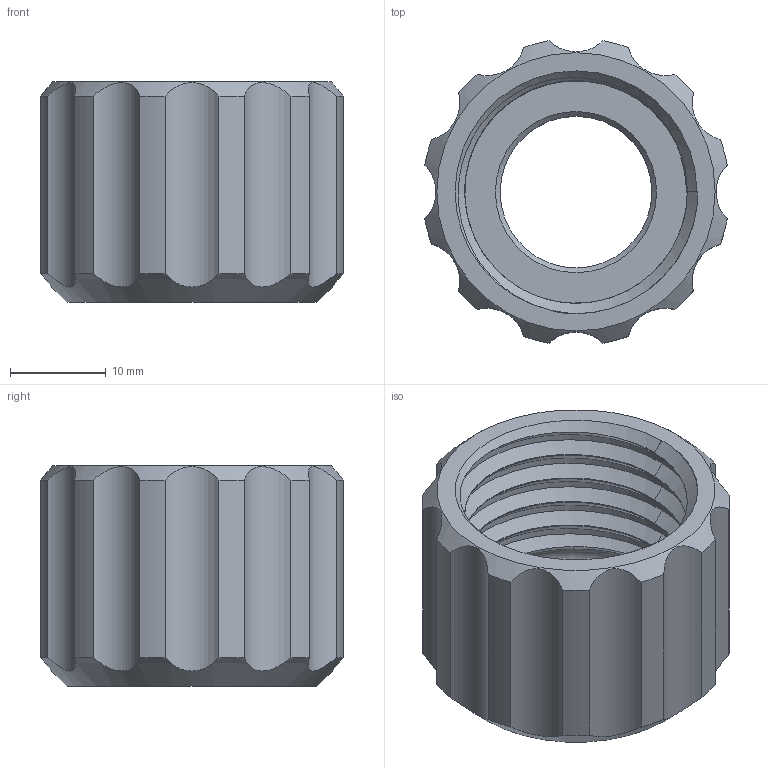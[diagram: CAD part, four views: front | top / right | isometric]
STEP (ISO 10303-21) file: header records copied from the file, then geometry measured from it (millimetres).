
FILE_DESCRIPTION(('FreeCAD Model'),'2;1');
FILE_NAME('Open CASCADE Shape Model','2024-03-30T09:29:08',(''),(''), 'Open CASCADE STEP processor 7.6','FreeCAD','Unknown');
FILE_SCHEMA(('AUTOMOTIVE_DESIGN { 1 0 10303 214 1 1 1 1 }'));
Length unit declared in the file: millimetre
Products named in the file (1): clamping nut
Bounding box: 31.5 x 31.5 x 23 mm (x, y, z)
Volume: 6777.2 mm3; surface area: 5358.3 mm2
Topology: 1 solids, 1 shells, 64 faces, 158 edges, 97 vertices
Faces by surface type: cylinder 31, bspline 20, cone 7, plane 5, torus 1
Full cylindrical faces by diameter (mm): 15.8 x1, 23.2 x4
Entity records: 6895 total; most frequent: CARTESIAN_POINT 5543, ORIENTED_EDGE 316, DIRECTION 208, EDGE_CURVE 158, VERTEX_POINT 97, AXIS2_PLACEMENT_3D 83, B_SPLINE_CURVE_WITH_KNOTS 78, FACE_BOUND 67
